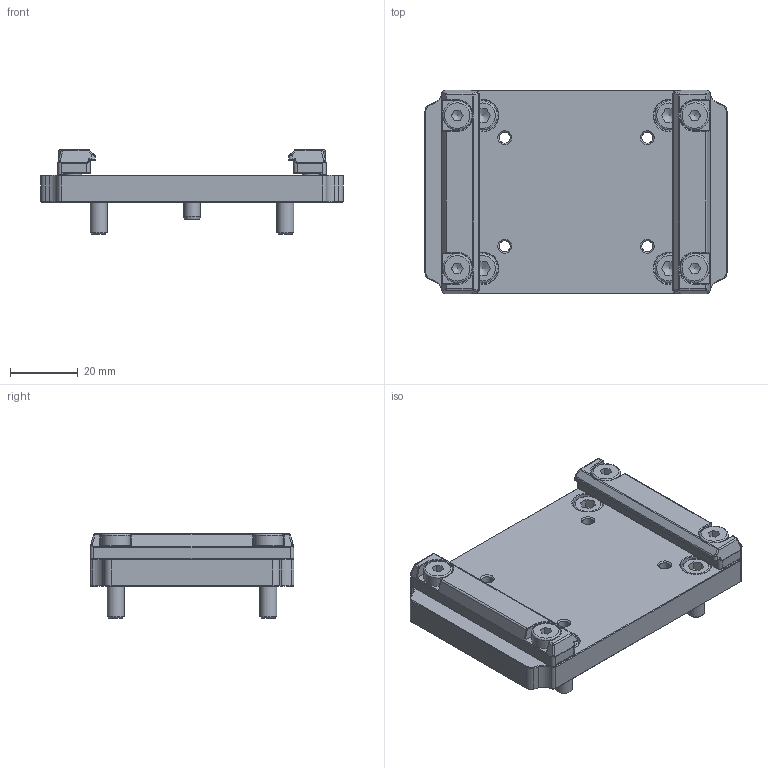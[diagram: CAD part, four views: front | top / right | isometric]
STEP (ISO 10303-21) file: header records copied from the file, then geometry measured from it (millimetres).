
FILE_DESCRIPTION(/* description */ (''),/* implementation_level */ '2;1');
FILE_NAME(/* name */ 'CAD_112562.stp',/* time_stamp */ '2021-08-05T13:29:22+02:00',/* author */ ('mlogar'),/* organization */ (''),/* preprocessor_version */ 'ST-DEVELOPER v18',/* originating_system */ 'Autodesk Inventor 2020',/* authorisation */ '');
FILE_SCHEMA (('AUTOMOTIVE_DESIGN { 1 0 10303 214 3 1 1 }'));
Length unit declared in the file: millimetre
Products named in the file (1): CAD_112563
Bounding box: 89 x 60 x 25 mm (x, y, z)
Volume: 50038.1 mm3; surface area: 20571.1 mm2
Topology: 1 solids, 3 shells, 466 faces, 1140 edges, 696 vertices
Faces by surface type: plane 150, cylinder 140, cone 72, bspline 48, torus 40, sphere 16
Full cylindrical faces by diameter (mm): 3.242 x4, 5 x12, 5.5 x8, 8.5 x8, 9.2 x4
Entity records: 15191 total; most frequent: CARTESIAN_POINT 3685, DIRECTION 2418, ORIENTED_EDGE 2244, EDGE_CURVE 1122, AXIS2_PLACEMENT_3D 973, VERTEX_POINT 696, EDGE_LOOP 516, CIRCLE 482
